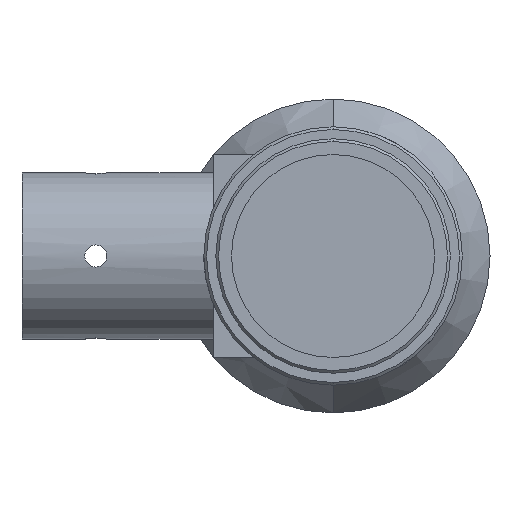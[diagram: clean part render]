
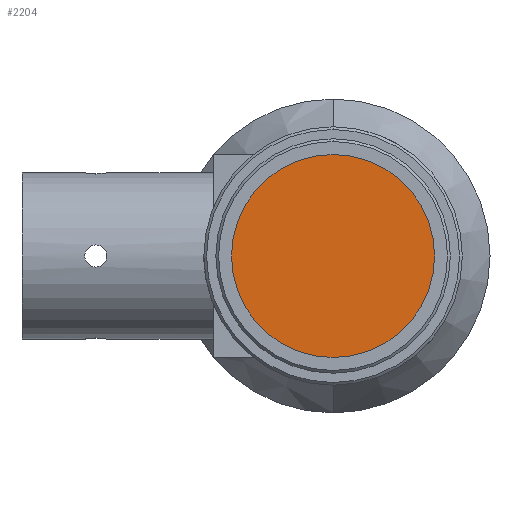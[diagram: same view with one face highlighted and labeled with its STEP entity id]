
A CAD part, left-side view. The second image highlights one B-rep face of the part: STEP entity #2204.
In plain terms, the highlighted planar face has unit normal (-1, 0, 0).
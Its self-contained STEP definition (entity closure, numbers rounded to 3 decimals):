
#183 = DIRECTION ( 'NONE',  ( 0., 0., 1. ) ) ;
#321 = CARTESIAN_POINT ( 'NONE',  ( -65.13, 11.132, -11.132 ) ) ;
#550 = VERTEX_POINT ( 'NONE', #1171 ) ;
#719 = AXIS2_PLACEMENT_3D ( 'NONE', #3213, #3951, #1686 ) ;
#1046 = DIRECTION ( 'NONE',  ( 1., 0., 0. ) ) ;
#1096 = DIRECTION ( 'NONE',  ( 0., 0., 1. ) ) ;
#1118 = AXIS2_PLACEMENT_3D ( 'NONE', #321, #1046, #1096 ) ;
#1171 = CARTESIAN_POINT ( 'NONE',  ( -65.13, 0., 11. ) ) ;
#1686 = DIRECTION ( 'NONE',  ( 0., 0., 1. ) ) ;
#1806 = FACE_OUTER_BOUND ( 'NONE', #2884, .T. ) ;
#2038 = CARTESIAN_POINT ( 'NONE',  ( -65.13, 0., 0. ) ) ;
#2204 = ADVANCED_FACE ( 'NONE', ( #1806 ), #4117, .F. ) ;
#2221 = ORIENTED_EDGE ( 'NONE', *, *, #3669, .F. ) ;
#2422 = CIRCLE ( 'NONE', #3525, 11. ) ;
#2475 = DIRECTION ( 'NONE',  ( 1., 0., 0. ) ) ;
#2884 = EDGE_LOOP ( 'NONE', ( #2221, #2904 ) ) ;
#2904 = ORIENTED_EDGE ( 'NONE', *, *, #4952, .F. ) ;
#3213 = CARTESIAN_POINT ( 'NONE',  ( -65.13, 0., 0. ) ) ;
#3525 = AXIS2_PLACEMENT_3D ( 'NONE', #2038, #2475, #183 ) ;
#3669 = EDGE_CURVE ( 'NONE', #550, #4127, #4330, .T. ) ;
#3857 = CARTESIAN_POINT ( 'NONE',  ( -65.13, 0., -11. ) ) ;
#3951 = DIRECTION ( 'NONE',  ( 1., 0., 0. ) ) ;
#4117 = PLANE ( 'NONE',  #1118 ) ;
#4127 = VERTEX_POINT ( 'NONE', #3857 ) ;
#4330 = CIRCLE ( 'NONE', #719, 11. ) ;
#4952 = EDGE_CURVE ( 'NONE', #4127, #550, #2422, .T. ) ;
